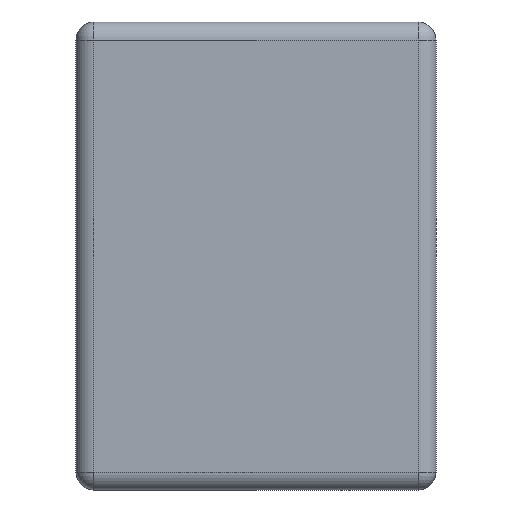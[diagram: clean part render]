
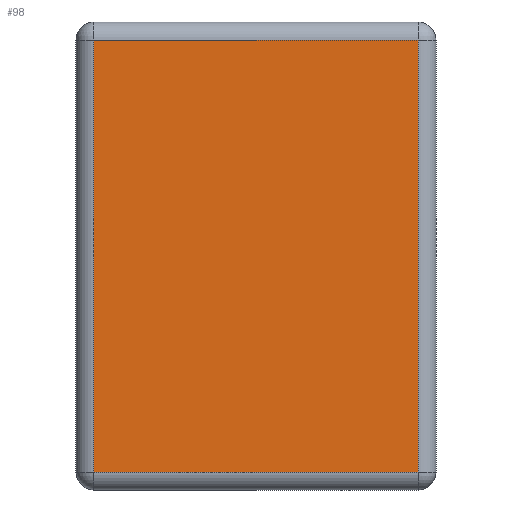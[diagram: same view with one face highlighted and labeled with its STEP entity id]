
A CAD part, left-side view. The second image highlights one B-rep face of the part: STEP entity #98.
In plain terms, the highlighted planar face has unit normal (-1, 0, 0).
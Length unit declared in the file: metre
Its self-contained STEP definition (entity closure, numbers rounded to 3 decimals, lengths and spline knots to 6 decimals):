
#98 = ADVANCED_FACE( '', ( #224 ), #225, .F. );
#224 = FACE_OUTER_BOUND( '', #379, .T. );
#225 = PLANE( '', #380 );
#379 = EDGE_LOOP( '', ( #561, #562, #563, #564 ) );
#380 = AXIS2_PLACEMENT_3D( '', #565, #566, #567 );
#561 = ORIENTED_EDGE( '', *, *, #908, .T. );
#562 = ORIENTED_EDGE( '', *, *, #909, .T. );
#563 = ORIENTED_EDGE( '', *, *, #900, .T. );
#564 = ORIENTED_EDGE( '', *, *, #910, .T. );
#565 = CARTESIAN_POINT( '', ( -0.0005, -0.00025, 0.000325 ) );
#566 = DIRECTION( '', ( 1., 0., 0. ) );
#567 = DIRECTION( '', ( 0., 0., -1. ) );
#900 = EDGE_CURVE( '', #1067, #1065, #1068, .F. );
#908 = EDGE_CURVE( '', #1034, #1079, #1080, .T. );
#909 = EDGE_CURVE( '', #1079, #1067, #1081, .T. );
#910 = EDGE_CURVE( '', #1065, #1034, #1082, .F. );
#1034 = VERTEX_POINT( '', #1238 );
#1065 = VERTEX_POINT( '', #1278 );
#1067 = VERTEX_POINT( '', #1280 );
#1068 = LINE( '', #1281, #1282 );
#1079 = VERTEX_POINT( '', #1297 );
#1080 = LINE( '', #1298, #1299 );
#1081 = LINE( '', #1300, #1301 );
#1082 = LINE( '', #1302, #1303 );
#1238 = CARTESIAN_POINT( '', ( -0.0005, -0.000225, 0.000625 ) );
#1278 = CARTESIAN_POINT( '', ( -0.0005, -0.000225, 0.000025 ) );
#1280 = CARTESIAN_POINT( '', ( -0.0005, 0.000225, 0.000025 ) );
#1281 = CARTESIAN_POINT( '', ( -0.0005, -0.00025, 0.000025 ) );
#1282 = VECTOR( '', #1508, 1. );
#1297 = CARTESIAN_POINT( '', ( -0.0005, 0.000225, 0.000625 ) );
#1298 = CARTESIAN_POINT( '', ( -0.0005, -0.00025, 0.000625 ) );
#1299 = VECTOR( '', #1516, 1. );
#1300 = CARTESIAN_POINT( '', ( -0.0005, 0.000225, 0.000325 ) );
#1301 = VECTOR( '', #1517, 1. );
#1302 = CARTESIAN_POINT( '', ( -0.0005, -0.000225, 0.00065 ) );
#1303 = VECTOR( '', #1518, 1. );
#1508 = DIRECTION( '', ( 0., 1., 0. ) );
#1516 = DIRECTION( '', ( 0., 1., 0. ) );
#1517 = DIRECTION( '', ( 0., 0., -1. ) );
#1518 = DIRECTION( '', ( 0., 0., -1. ) );
